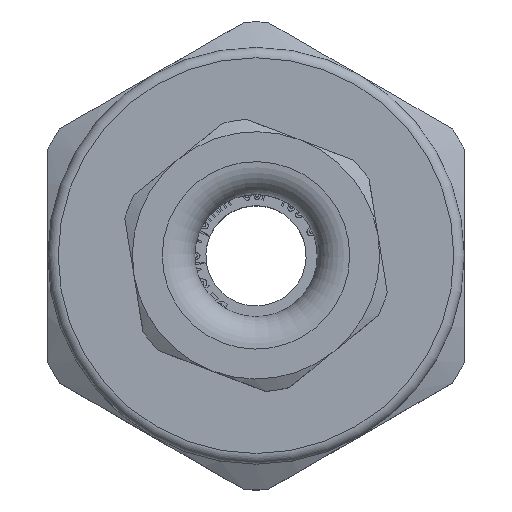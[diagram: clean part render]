
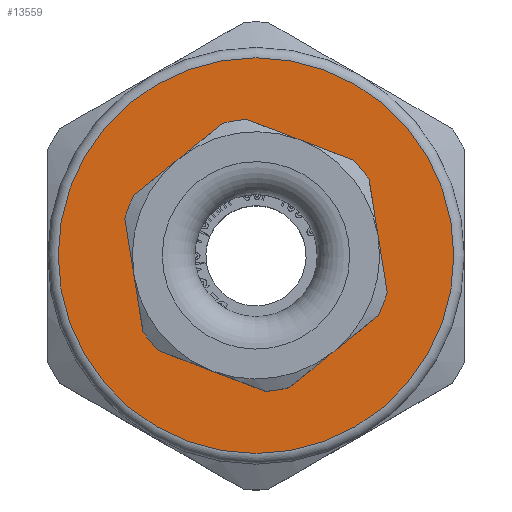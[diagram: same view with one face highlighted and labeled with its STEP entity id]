
A CAD part, top view. The second image highlights one B-rep face of the part: STEP entity #13559.
In plain terms, the highlighted planar face has unit normal (0, 0, 1).
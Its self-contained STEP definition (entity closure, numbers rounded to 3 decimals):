
#13532=CARTESIAN_POINT('',(0.,0.,27.));
#13533=DIRECTION('',(0.,0.,1.));
#13534=DIRECTION('',(1.,0.,0.));
#13535=AXIS2_PLACEMENT_3D('',#13532,#13533,#13534);
#13536=PLANE('',#13535);
#13537=CARTESIAN_POINT('',(8.5,-0.,27.));
#13538=VERTEX_POINT('',#13537);
#13539=CARTESIAN_POINT('',(0.,0.,27.));
#13540=DIRECTION('',(-0.,-0.,-1.));
#13541=DIRECTION('',(1.,0.,-0.));
#13542=AXIS2_PLACEMENT_3D('',#13539,#13540,#13541);
#13543=CIRCLE('',#13542,8.5);
#13544=EDGE_CURVE('',#13538,#13538,#13543,.T.);
#13545=ORIENTED_EDGE('',*,*,#13544,.T.);
#13546=EDGE_LOOP('',(#13545));
#13547=FACE_BOUND('',#13546,.T.);
#13548=CARTESIAN_POINT('',(15.2,-0.,27.));
#13549=VERTEX_POINT('',#13548);
#13550=CARTESIAN_POINT('',(0.,0.,27.));
#13551=DIRECTION('',(0.,0.,1.));
#13552=DIRECTION('',(1.,0.,-0.));
#13553=AXIS2_PLACEMENT_3D('',#13550,#13551,#13552);
#13554=CIRCLE('',#13553,15.2);
#13555=EDGE_CURVE('',#13549,#13549,#13554,.T.);
#13556=ORIENTED_EDGE('',*,*,#13555,.T.);
#13557=EDGE_LOOP('',(#13556));
#13558=FACE_BOUND('',#13557,.T.);
#13559=ADVANCED_FACE('',(#13547,#13558),#13536,.T.);
